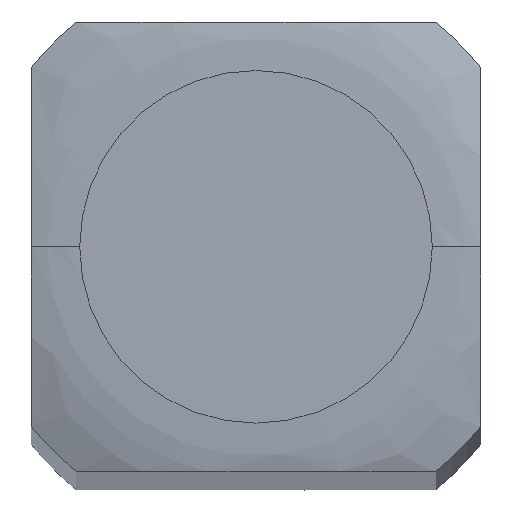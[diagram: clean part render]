
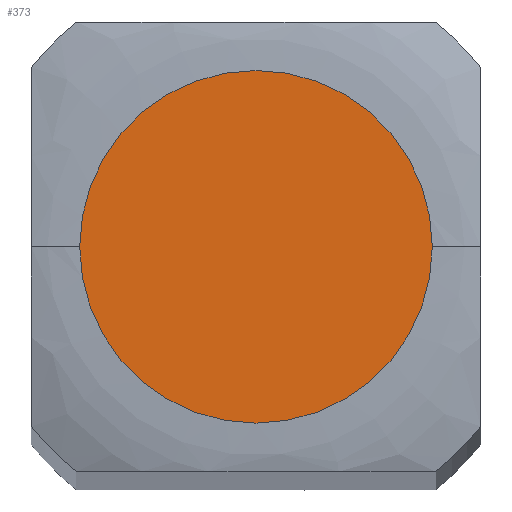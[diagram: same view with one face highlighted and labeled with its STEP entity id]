
A CAD part, top view. The second image highlights one B-rep face of the part: STEP entity #373.
In plain terms, the highlighted planar face has unit normal (0, 0, 1).
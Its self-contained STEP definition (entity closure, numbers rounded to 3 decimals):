
#8 = PLANE ( 'NONE',  #483 ) ;
#44 = DIRECTION ( 'NONE',  ( -1., 0., 0. ) ) ;
#54 = AXIS2_PLACEMENT_3D ( 'NONE', #533, #412, #278 ) ;
#67 = CIRCLE ( 'NONE', #484, 1.245 ) ;
#85 = FACE_OUTER_BOUND ( 'NONE', #549, .T. ) ;
#144 = CARTESIAN_POINT ( 'NONE',  ( 0., 0., 37.211 ) ) ;
#160 = CARTESIAN_POINT ( 'NONE',  ( -1.588, 1.588, 37.211 ) ) ;
#161 = ORIENTED_EDGE ( 'NONE', *, *, #452, .T. ) ;
#228 = DIRECTION ( 'NONE',  ( 0., 0., 1. ) ) ;
#278 = DIRECTION ( 'NONE',  ( 1., 0., 0. ) ) ;
#298 = CARTESIAN_POINT ( 'NONE',  ( -1.245, 0., 37.211 ) ) ;
#332 = VERTEX_POINT ( 'NONE', #298 ) ;
#345 = DIRECTION ( 'NONE',  ( 0., 0., -1. ) ) ;
#352 = ORIENTED_EDGE ( 'NONE', *, *, #537, .T. ) ;
#373 = ADVANCED_FACE ( 'NONE', ( #85 ), #8, .F. ) ;
#375 = DIRECTION ( 'NONE',  ( 1., 0., 0. ) ) ;
#412 = DIRECTION ( 'NONE',  ( 0., 0., 1. ) ) ;
#417 = CARTESIAN_POINT ( 'NONE',  ( 1.245, 0., 37.211 ) ) ;
#430 = CIRCLE ( 'NONE', #54, 1.245 ) ;
#452 = EDGE_CURVE ( 'NONE', #460, #332, #430, .T. ) ;
#460 = VERTEX_POINT ( 'NONE', #417 ) ;
#483 = AXIS2_PLACEMENT_3D ( 'NONE', #160, #345, #44 ) ;
#484 = AXIS2_PLACEMENT_3D ( 'NONE', #144, #228, #375 ) ;
#533 = CARTESIAN_POINT ( 'NONE',  ( 0., 0., 37.211 ) ) ;
#537 = EDGE_CURVE ( 'NONE', #332, #460, #67, .T. ) ;
#549 = EDGE_LOOP ( 'NONE', ( #161, #352 ) ) ;
